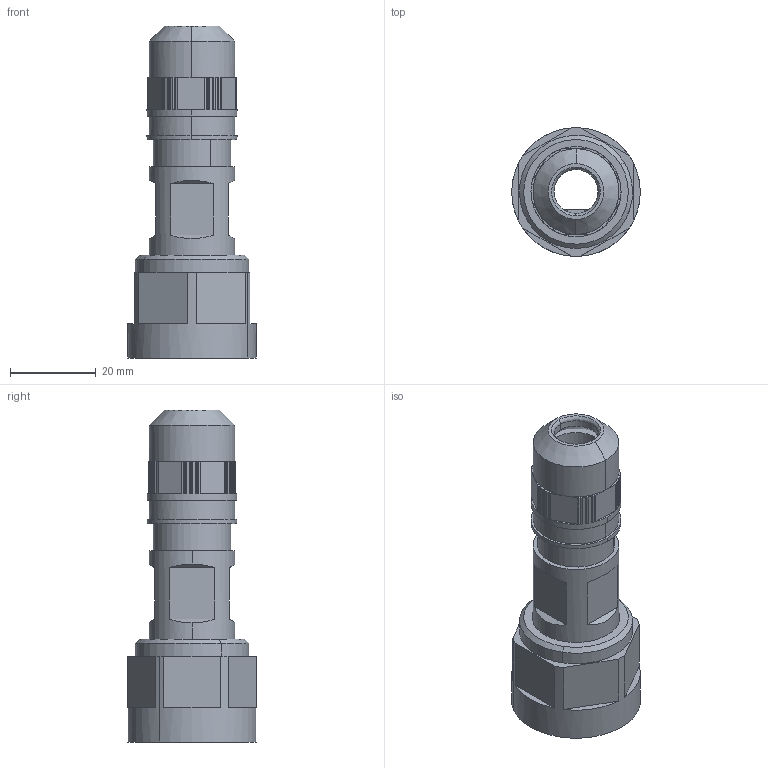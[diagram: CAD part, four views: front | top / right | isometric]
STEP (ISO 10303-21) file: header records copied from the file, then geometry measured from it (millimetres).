
FILE_DESCRIPTION(('CATIA V5 STEP Exchange','CAx-IF Rec.Pracs.--- Model Styling and Organization---1.4--- 2014-01-23'),'2;1');
FILE_NAME ('003243-4_0_1012440000_1012440000.stp','2022-02-22T15:15:46+00:00',('none'),('Weidmueller'),'CATIA Version 5-6 Release 2016 SP3 HF44','CATIA V5 STEP AP214','none');
FILE_SCHEMA(('AUTOMOTIVE_DESIGN { 1 0 10303 214 1 1 1 1 }'));
Length unit declared in the file: millimetre
Products named in the file (1): 1012440000
Bounding box: 30 x 30 x 77.46 mm (x, y, z)
Volume: 15448.8 mm3; surface area: 17083.1 mm2
Topology: 5 solids, 5 shells, 364 faces, 953 edges, 614 vertices
Faces by surface type: plane 212, cylinder 120, cone 16, torus 12, sphere 4
Entity records: 11368 total; most frequent: CARTESIAN_POINT 2908, ORIENTED_EDGE 1898, DIRECTION 1424, EDGE_CURVE 949, VERTEX_POINT 614, VECTOR 570, LINE 570, AXIS2_PLACEMENT_3D 563
